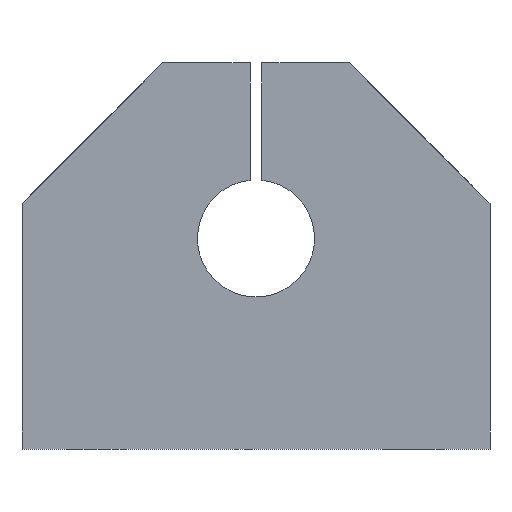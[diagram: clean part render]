
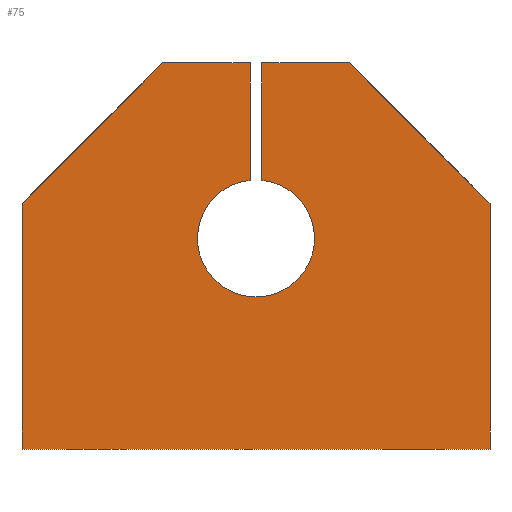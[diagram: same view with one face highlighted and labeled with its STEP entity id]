
A CAD part, front view. The second image highlights one B-rep face of the part: STEP entity #75.
In plain terms, the highlighted planar face has unit normal (0, -1, 0).
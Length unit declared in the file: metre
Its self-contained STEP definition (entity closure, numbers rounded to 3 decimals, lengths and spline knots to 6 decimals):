
#75 = ADVANCED_FACE( '', ( #169 ), #170, .F. );
#169 = FACE_OUTER_BOUND( '', #278, .T. );
#170 = PLANE( '', #279 );
#278 = EDGE_LOOP( '', ( #431, #432, #433, #434, #435, #436, #437, #438, #439, #440 ) );
#279 = AXIS2_PLACEMENT_3D( '', #441, #442, #443 );
#431 = ORIENTED_EDGE( '', *, *, #584, .T. );
#432 = ORIENTED_EDGE( '', *, *, #625, .F. );
#433 = ORIENTED_EDGE( '', *, *, #611, .F. );
#434 = ORIENTED_EDGE( '', *, *, #623, .F. );
#435 = ORIENTED_EDGE( '', *, *, #597, .F. );
#436 = ORIENTED_EDGE( '', *, *, #626, .F. );
#437 = ORIENTED_EDGE( '', *, *, #627, .F. );
#438 = ORIENTED_EDGE( '', *, *, #628, .F. );
#439 = ORIENTED_EDGE( '', *, *, #629, .T. );
#440 = ORIENTED_EDGE( '', *, *, #630, .T. );
#441 = CARTESIAN_POINT( '', ( -0.02, -0.009, 0. ) );
#442 = DIRECTION( '', ( 0., 1., 0. ) );
#443 = DIRECTION( '', ( 0., 0., 1. ) );
#584 = EDGE_CURVE( '', #681, #679, #682, .T. );
#597 = EDGE_CURVE( '', #701, #703, #704, .T. );
#611 = EDGE_CURVE( '', #725, #727, #728, .T. );
#623 = EDGE_CURVE( '', #703, #725, #744, .T. );
#625 = EDGE_CURVE( '', #727, #679, #746, .T. );
#626 = EDGE_CURVE( '', #747, #701, #748, .T. );
#627 = EDGE_CURVE( '', #749, #747, #750, .T. );
#628 = EDGE_CURVE( '', #751, #749, #752, .T. );
#629 = EDGE_CURVE( '', #751, #753, #754, .T. );
#630 = EDGE_CURVE( '', #753, #681, #755, .T. );
#679 = VERTEX_POINT( '', #818 );
#681 = VERTEX_POINT( '', #821 );
#682 = LINE( '', #822, #823 );
#701 = VERTEX_POINT( '', #848 );
#703 = VERTEX_POINT( '', #851 );
#704 = LINE( '', #852, #853 );
#725 = VERTEX_POINT( '', #958 );
#727 = VERTEX_POINT( '', #961 );
#728 = LINE( '', #962, #963 );
#744 = LINE( '', #985, #986 );
#746 = LINE( '', #988, #989 );
#747 = VERTEX_POINT( '', #990 );
#748 = LINE( '', #991, #992 );
#749 = VERTEX_POINT( '', #993 );
#750 = LINE( '', #994, #995 );
#751 = VERTEX_POINT( '', #996 );
#752 = LINE( '', #997, #998 );
#753 = VERTEX_POINT( '', #999 );
#754 = LINE( '', #1000, #1001 );
#755 = CIRCLE( '', #1002, 0.005 );
#818 = CARTESIAN_POINT( '', ( -0.0005, -0.009, 0.033 ) );
#821 = CARTESIAN_POINT( '', ( -0.0005, -0.009, 0.022975 ) );
#822 = CARTESIAN_POINT( '', ( -0.0005, -0.009, 0.018 ) );
#823 = VECTOR( '', #1062, 1. );
#848 = CARTESIAN_POINT( '', ( 0.02, -0.009, 0. ) );
#851 = CARTESIAN_POINT( '', ( -0.02, -0.009, 0. ) );
#852 = CARTESIAN_POINT( '', ( 0.02, -0.009, 0. ) );
#853 = VECTOR( '', #1076, 1. );
#958 = CARTESIAN_POINT( '', ( -0.02, -0.009, 0.021 ) );
#961 = CARTESIAN_POINT( '', ( -0.008, -0.009, 0.033 ) );
#962 = CARTESIAN_POINT( '', ( -0.02, -0.009, 0.021 ) );
#963 = VECTOR( '', #1092, 1. );
#985 = CARTESIAN_POINT( '', ( -0.02, -0.009, 0. ) );
#986 = VECTOR( '', #1105, 1. );
#988 = CARTESIAN_POINT( '', ( -0.008, -0.009, 0.033 ) );
#989 = VECTOR( '', #1106, 1. );
#990 = CARTESIAN_POINT( '', ( 0.02, -0.009, 0.021 ) );
#991 = CARTESIAN_POINT( '', ( 0.02, -0.009, 0.021 ) );
#992 = VECTOR( '', #1107, 1. );
#993 = CARTESIAN_POINT( '', ( 0.008, -0.009, 0.033 ) );
#994 = CARTESIAN_POINT( '', ( 0.008, -0.009, 0.033 ) );
#995 = VECTOR( '', #1108, 1. );
#996 = CARTESIAN_POINT( '', ( 0.0005, -0.009, 0.033 ) );
#997 = CARTESIAN_POINT( '', ( -0.008, -0.009, 0.033 ) );
#998 = VECTOR( '', #1109, 1. );
#999 = CARTESIAN_POINT( '', ( 0.0005, -0.009, 0.022975 ) );
#1000 = CARTESIAN_POINT( '', ( 0.0005, -0.009, 0.033 ) );
#1001 = VECTOR( '', #1110, 1. );
#1002 = AXIS2_PLACEMENT_3D( '', #1111, #1112, #1113 );
#1062 = DIRECTION( '', ( 0., 0., 1. ) );
#1076 = DIRECTION( '', ( -1., 0., 0. ) );
#1092 = DIRECTION( '', ( 0.707, 0., 0.707 ) );
#1105 = DIRECTION( '', ( 0., 0., 1. ) );
#1106 = DIRECTION( '', ( 1., 0., 0. ) );
#1107 = DIRECTION( '', ( 0., 0., -1. ) );
#1108 = DIRECTION( '', ( 0.707, 0., -0.707 ) );
#1109 = DIRECTION( '', ( 1., 0., 0. ) );
#1110 = DIRECTION( '', ( 0., 0., -1. ) );
#1111 = CARTESIAN_POINT( '', ( 0., -0.009, 0.018 ) );
#1112 = DIRECTION( '', ( 0., 1., 0. ) );
#1113 = DIRECTION( '', ( 1., 0., 0. ) );
